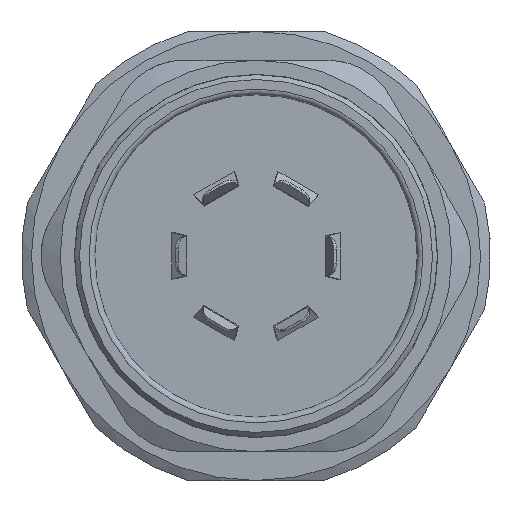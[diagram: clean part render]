
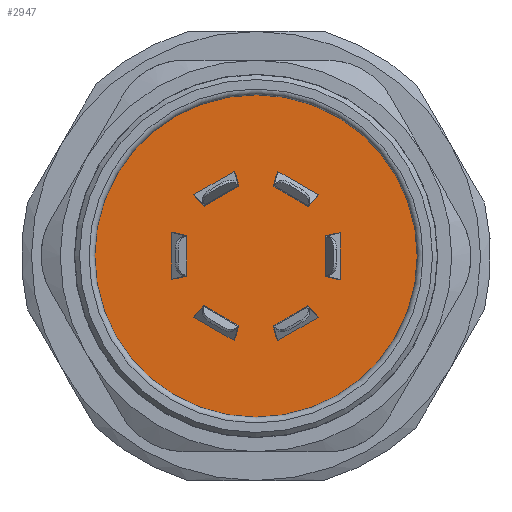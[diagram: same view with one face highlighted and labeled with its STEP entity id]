
A CAD part, front view. The second image highlights one B-rep face of the part: STEP entity #2947.
In plain terms, the highlighted planar face has unit normal (0, -1, 0).
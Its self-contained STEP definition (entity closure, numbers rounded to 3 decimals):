
#233=FACE_BOUND('',#890,.T.);
#234=FACE_BOUND('',#891,.T.);
#235=FACE_BOUND('',#892,.T.);
#236=FACE_BOUND('',#893,.T.);
#237=FACE_BOUND('',#894,.T.);
#238=FACE_BOUND('',#895,.T.);
#249=LINE('',#4268,#475);
#250=LINE('',#4270,#476);
#251=LINE('',#4272,#477);
#252=LINE('',#4273,#478);
#253=LINE('',#4276,#479);
#254=LINE('',#4278,#480);
#255=LINE('',#4280,#481);
#256=LINE('',#4281,#482);
#257=LINE('',#4284,#483);
#258=LINE('',#4286,#484);
#259=LINE('',#4288,#485);
#260=LINE('',#4289,#486);
#261=LINE('',#4292,#487);
#262=LINE('',#4294,#488);
#263=LINE('',#4296,#489);
#264=LINE('',#4297,#490);
#265=LINE('',#4300,#491);
#266=LINE('',#4302,#492);
#267=LINE('',#4304,#493);
#268=LINE('',#4305,#494);
#269=LINE('',#4308,#495);
#270=LINE('',#4310,#496);
#271=LINE('',#4312,#497);
#272=LINE('',#4313,#498);
#475=VECTOR('',#3456,10.);
#476=VECTOR('',#3457,10.);
#477=VECTOR('',#3458,10.);
#478=VECTOR('',#3459,10.);
#479=VECTOR('',#3460,10.);
#480=VECTOR('',#3461,10.);
#481=VECTOR('',#3462,10.);
#482=VECTOR('',#3463,10.);
#483=VECTOR('',#3464,10.);
#484=VECTOR('',#3465,10.);
#485=VECTOR('',#3466,10.);
#486=VECTOR('',#3467,10.);
#487=VECTOR('',#3468,10.);
#488=VECTOR('',#3469,10.);
#489=VECTOR('',#3470,10.);
#490=VECTOR('',#3471,10.);
#491=VECTOR('',#3472,10.);
#492=VECTOR('',#3473,10.);
#493=VECTOR('',#3474,10.);
#494=VECTOR('',#3475,10.);
#495=VECTOR('',#3476,10.);
#496=VECTOR('',#3477,10.);
#497=VECTOR('',#3478,10.);
#498=VECTOR('',#3479,10.);
#701=FACE_OUTER_BOUND('',#889,.T.);
#889=EDGE_LOOP('',(#1951));
#890=EDGE_LOOP('',(#1952,#1953,#1954,#1955));
#891=EDGE_LOOP('',(#1956,#1957,#1958,#1959));
#892=EDGE_LOOP('',(#1960,#1961,#1962,#1963));
#893=EDGE_LOOP('',(#1964,#1965,#1966,#1967));
#894=EDGE_LOOP('',(#1968,#1969,#1970,#1971));
#895=EDGE_LOOP('',(#1972,#1973,#1974,#1975));
#1093=CIRCLE('',#3159,28.);
#1209=VERTEX_POINT('',#4264);
#1210=VERTEX_POINT('',#4266);
#1211=VERTEX_POINT('',#4267);
#1212=VERTEX_POINT('',#4269);
#1213=VERTEX_POINT('',#4271);
#1214=VERTEX_POINT('',#4274);
#1215=VERTEX_POINT('',#4275);
#1216=VERTEX_POINT('',#4277);
#1217=VERTEX_POINT('',#4279);
#1218=VERTEX_POINT('',#4282);
#1219=VERTEX_POINT('',#4283);
#1220=VERTEX_POINT('',#4285);
#1221=VERTEX_POINT('',#4287);
#1222=VERTEX_POINT('',#4290);
#1223=VERTEX_POINT('',#4291);
#1224=VERTEX_POINT('',#4293);
#1225=VERTEX_POINT('',#4295);
#1226=VERTEX_POINT('',#4298);
#1227=VERTEX_POINT('',#4299);
#1228=VERTEX_POINT('',#4301);
#1229=VERTEX_POINT('',#4303);
#1230=VERTEX_POINT('',#4306);
#1231=VERTEX_POINT('',#4307);
#1232=VERTEX_POINT('',#4309);
#1233=VERTEX_POINT('',#4311);
#1495=EDGE_CURVE('',#1209,#1209,#1093,.T.);
#1496=EDGE_CURVE('',#1210,#1211,#249,.T.);
#1497=EDGE_CURVE('',#1212,#1210,#250,.T.);
#1498=EDGE_CURVE('',#1213,#1212,#251,.T.);
#1499=EDGE_CURVE('',#1211,#1213,#252,.T.);
#1500=EDGE_CURVE('',#1214,#1215,#253,.T.);
#1501=EDGE_CURVE('',#1216,#1214,#254,.T.);
#1502=EDGE_CURVE('',#1217,#1216,#255,.T.);
#1503=EDGE_CURVE('',#1215,#1217,#256,.T.);
#1504=EDGE_CURVE('',#1218,#1219,#257,.T.);
#1505=EDGE_CURVE('',#1220,#1218,#258,.T.);
#1506=EDGE_CURVE('',#1221,#1220,#259,.T.);
#1507=EDGE_CURVE('',#1219,#1221,#260,.T.);
#1508=EDGE_CURVE('',#1222,#1223,#261,.T.);
#1509=EDGE_CURVE('',#1224,#1222,#262,.T.);
#1510=EDGE_CURVE('',#1225,#1224,#263,.T.);
#1511=EDGE_CURVE('',#1223,#1225,#264,.T.);
#1512=EDGE_CURVE('',#1226,#1227,#265,.T.);
#1513=EDGE_CURVE('',#1228,#1226,#266,.T.);
#1514=EDGE_CURVE('',#1229,#1228,#267,.T.);
#1515=EDGE_CURVE('',#1227,#1229,#268,.T.);
#1516=EDGE_CURVE('',#1230,#1231,#269,.T.);
#1517=EDGE_CURVE('',#1232,#1230,#270,.T.);
#1518=EDGE_CURVE('',#1233,#1232,#271,.T.);
#1519=EDGE_CURVE('',#1231,#1233,#272,.T.);
#1951=ORIENTED_EDGE('',*,*,#1495,.F.);
#1952=ORIENTED_EDGE('',*,*,#1496,.F.);
#1953=ORIENTED_EDGE('',*,*,#1497,.F.);
#1954=ORIENTED_EDGE('',*,*,#1498,.F.);
#1955=ORIENTED_EDGE('',*,*,#1499,.F.);
#1956=ORIENTED_EDGE('',*,*,#1500,.F.);
#1957=ORIENTED_EDGE('',*,*,#1501,.F.);
#1958=ORIENTED_EDGE('',*,*,#1502,.F.);
#1959=ORIENTED_EDGE('',*,*,#1503,.F.);
#1960=ORIENTED_EDGE('',*,*,#1504,.F.);
#1961=ORIENTED_EDGE('',*,*,#1505,.F.);
#1962=ORIENTED_EDGE('',*,*,#1506,.F.);
#1963=ORIENTED_EDGE('',*,*,#1507,.F.);
#1964=ORIENTED_EDGE('',*,*,#1508,.F.);
#1965=ORIENTED_EDGE('',*,*,#1509,.F.);
#1966=ORIENTED_EDGE('',*,*,#1510,.F.);
#1967=ORIENTED_EDGE('',*,*,#1511,.F.);
#1968=ORIENTED_EDGE('',*,*,#1512,.F.);
#1969=ORIENTED_EDGE('',*,*,#1513,.F.);
#1970=ORIENTED_EDGE('',*,*,#1514,.F.);
#1971=ORIENTED_EDGE('',*,*,#1515,.F.);
#1972=ORIENTED_EDGE('',*,*,#1516,.F.);
#1973=ORIENTED_EDGE('',*,*,#1517,.F.);
#1974=ORIENTED_EDGE('',*,*,#1518,.F.);
#1975=ORIENTED_EDGE('',*,*,#1519,.F.);
#2863=PLANE('',#3158);
#2947=ADVANCED_FACE('',(#701,#233,#234,#235,#236,#237,#238),#2863,.T.);
#3158=AXIS2_PLACEMENT_3D('',#4263,#3452,#3453);
#3159=AXIS2_PLACEMENT_3D('',#4265,#3454,#3455);
#3452=DIRECTION('center_axis',(0.,-1.,0.));
#3453=DIRECTION('ref_axis',(0.,0.,-1.));
#3454=DIRECTION('center_axis',(0.,1.,0.));
#3455=DIRECTION('ref_axis',(-1.,0.,0.002));
#3456=DIRECTION('',(-0.989,0.,-0.146));
#3457=DIRECTION('',(0.002,0.,1.));
#3458=DIRECTION('',(0.989,0.,-0.149));
#3459=DIRECTION('',(-0.002,0.,-1.));
#3460=DIRECTION('',(-0.621,0.,0.784));
#3461=DIRECTION('',(0.867,0.,0.499));
#3462=DIRECTION('',(0.365,0.,-0.931));
#3463=DIRECTION('',(-0.867,0.,-0.499));
#3464=DIRECTION('',(0.369,0.,0.93));
#3465=DIRECTION('',(0.865,0.,-0.501));
#3466=DIRECTION('',(-0.623,0.,-0.782));
#3467=DIRECTION('',(-0.865,0.,0.501));
#3468=DIRECTION('',(0.989,0.,0.146));
#3469=DIRECTION('',(-0.002,0.,-1.));
#3470=DIRECTION('',(-0.989,0.,0.149));
#3471=DIRECTION('',(0.002,0.,1.));
#3472=DIRECTION('',(0.621,0.,-0.784));
#3473=DIRECTION('',(-0.867,0.,-0.499));
#3474=DIRECTION('',(-0.365,0.,0.931));
#3475=DIRECTION('',(0.867,0.,0.499));
#3476=DIRECTION('',(-0.369,0.,-0.93));
#3477=DIRECTION('',(-0.865,0.,0.501));
#3478=DIRECTION('',(0.623,0.,0.782));
#3479=DIRECTION('',(0.865,0.,-0.501));
#4263=CARTESIAN_POINT('Origin',(0.,11.85,0.));
#4264=CARTESIAN_POINT('',(28.,11.85,-0.048));
#4265=CARTESIAN_POINT('Origin',(0.,11.85,0.));
#4266=CARTESIAN_POINT('',(14.625,11.85,4.047));
#4267=CARTESIAN_POINT('',(13.847,11.85,3.932));
#4268=CARTESIAN_POINT('',(12.378,11.85,3.716));
#4269=CARTESIAN_POINT('',(14.611,11.85,-4.097));
#4270=CARTESIAN_POINT('',(14.618,11.85,-0.025));
#4271=CARTESIAN_POINT('',(13.833,11.85,-3.98));
#4272=CARTESIAN_POINT('',(5.177,11.85,-2.676));
#4273=CARTESIAN_POINT('',(13.84,11.85,-0.024));
#4274=CARTESIAN_POINT('',(10.817,11.85,-10.642));
#4275=CARTESIAN_POINT('',(10.329,11.85,-10.026));
#4276=CARTESIAN_POINT('',(9.407,11.85,-8.861));
#4277=CARTESIAN_POINT('',(3.757,11.85,-14.702));
#4278=CARTESIAN_POINT('',(7.287,11.85,-12.672));
#4279=CARTESIAN_POINT('',(3.47,11.85,-13.97));
#4280=CARTESIAN_POINT('',(0.271,11.85,-5.821));
#4281=CARTESIAN_POINT('',(6.899,11.85,-11.998));
#4282=CARTESIAN_POINT('',(-3.808,11.85,-14.689));
#4283=CARTESIAN_POINT('',(-3.518,11.85,-13.958));
#4284=CARTESIAN_POINT('',(-2.971,11.85,-12.578));
#4285=CARTESIAN_POINT('',(-10.854,11.85,-10.605));
#4286=CARTESIAN_POINT('',(-7.331,11.85,-12.647));
#4287=CARTESIAN_POINT('',(-10.363,11.85,-9.99));
#4288=CARTESIAN_POINT('',(-4.905,11.85,-3.145));
#4289=CARTESIAN_POINT('',(-6.941,11.85,-11.974));
#4290=CARTESIAN_POINT('',(-14.625,11.85,-4.047));
#4291=CARTESIAN_POINT('',(-13.847,11.85,-3.932));
#4292=CARTESIAN_POINT('',(-12.378,11.85,-3.716));
#4293=CARTESIAN_POINT('',(-14.611,11.85,4.097));
#4294=CARTESIAN_POINT('',(-14.618,11.85,0.025));
#4295=CARTESIAN_POINT('',(-13.833,11.85,3.98));
#4296=CARTESIAN_POINT('',(-5.177,11.85,2.676));
#4297=CARTESIAN_POINT('',(-13.84,11.85,0.024));
#4298=CARTESIAN_POINT('',(-10.817,11.85,10.642));
#4299=CARTESIAN_POINT('',(-10.329,11.85,10.026));
#4300=CARTESIAN_POINT('',(-9.407,11.85,8.861));
#4301=CARTESIAN_POINT('',(-3.757,11.85,14.702));
#4302=CARTESIAN_POINT('',(-7.287,11.85,12.672));
#4303=CARTESIAN_POINT('',(-3.47,11.85,13.97));
#4304=CARTESIAN_POINT('',(-0.271,11.85,5.821));
#4305=CARTESIAN_POINT('',(-6.899,11.85,11.998));
#4306=CARTESIAN_POINT('',(3.808,11.85,14.689));
#4307=CARTESIAN_POINT('',(3.518,11.85,13.958));
#4308=CARTESIAN_POINT('',(2.971,11.85,12.578));
#4309=CARTESIAN_POINT('',(10.854,11.85,10.605));
#4310=CARTESIAN_POINT('',(7.331,11.85,12.647));
#4311=CARTESIAN_POINT('',(10.363,11.85,9.99));
#4312=CARTESIAN_POINT('',(4.905,11.85,3.145));
#4313=CARTESIAN_POINT('',(6.941,11.85,11.974));
